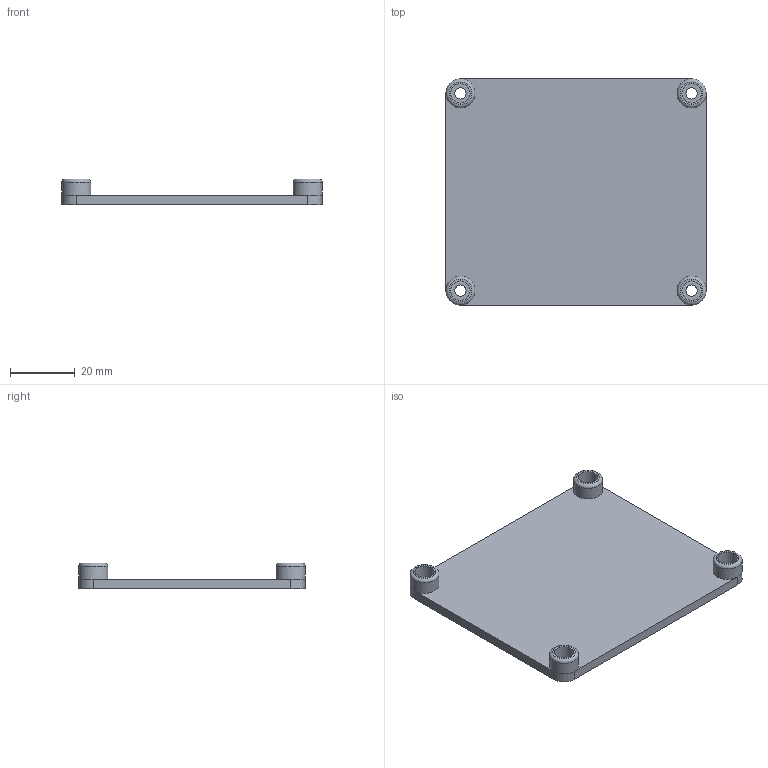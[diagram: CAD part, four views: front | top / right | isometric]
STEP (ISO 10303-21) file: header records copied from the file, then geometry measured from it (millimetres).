
FILE_DESCRIPTION(('FreeCAD Model'),'2;1');
FILE_NAME('ICSP_Housing_Bottom.step','2019-10-10T14:40:50',('Author'),(''), 'Open CASCADE STEP processor 7.3','FreeCAD','Unknown');
FILE_SCHEMA(('AUTOMOTIVE_DESIGN { 1 0 10303 214 1 1 1 1 }'));
Length unit declared in the file: millimetre
Products named in the file (1): Fillet001
Bounding box: 80.5 x 70 x 8 mm (x, y, z)
Volume: 17421.2 mm3; surface area: 13062.2 mm2
Topology: 1 solids, 1 shells, 34 faces, 72 edges, 44 vertices
Faces by surface type: cylinder 16, plane 14, torus 4
Full cylindrical faces by diameter (mm): 3.5 x4, 6 x4, 9 x4
Entity records: 961 total; most frequent: DIRECTION 186, CARTESIAN_POINT 151, ORIENTED_EDGE 144, AXIS2_PLACEMENT_3D 79, EDGE_CURVE 72, FACE_BOUND 46, EDGE_LOOP 46, VERTEX_POINT 44
